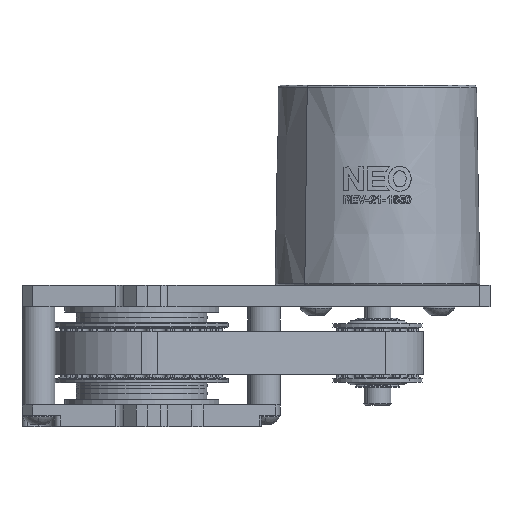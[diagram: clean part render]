
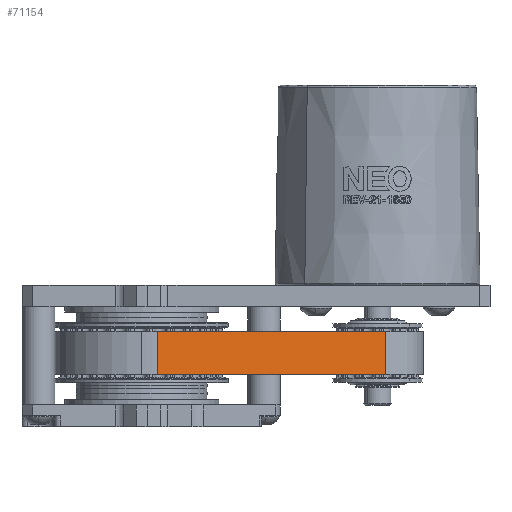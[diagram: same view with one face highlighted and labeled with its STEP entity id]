
A CAD part, front view. The second image highlights one B-rep face of the part: STEP entity #71154.
In plain terms, the highlighted face is planar.
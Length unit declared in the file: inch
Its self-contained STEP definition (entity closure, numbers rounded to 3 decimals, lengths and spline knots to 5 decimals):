
#756 = VECTOR ( 'NONE', #97495, 39.37008 ) ;
#8135 = EDGE_CURVE ( 'NONE', #45828, #116934, #15534, .T. ) ;
#8476 = AXIS2_PLACEMENT_3D ( 'NONE', #47780, #77689, #118211 ) ;
#8845 = CARTESIAN_POINT ( 'NONE',  ( -0.9882, 1.17687, 0.25 ) ) ;
#14422 = CARTESIAN_POINT ( 'NONE',  ( -0.51822, -1.44673, 0.25 ) ) ;
#15534 = LINE ( 'NONE', #107293, #100751 ) ;
#16597 = VERTEX_POINT ( 'NONE', #8845 ) ;
#16872 = DIRECTION ( 'NONE',  ( 0.176, -0.984, 0. ) ) ;
#18341 = LINE ( 'NONE', #56928, #756 ) ;
#23734 = DIRECTION ( 'NONE',  ( 0., 0., -1. ) ) ;
#27673 = CARTESIAN_POINT ( 'NONE',  ( -0.9882, 1.17687, 0.25 ) ) ;
#28313 = LINE ( 'NONE', #27673, #88258 ) ;
#28921 = ORIENTED_EDGE ( 'NONE', *, *, #71450, .F. ) ;
#33236 = CARTESIAN_POINT ( 'NONE',  ( -0.51822, -1.44673, -0.25 ) ) ;
#34008 = VECTOR ( 'NONE', #23734, 39.37008 ) ;
#45828 = VERTEX_POINT ( 'NONE', #119818 ) ;
#47780 = CARTESIAN_POINT ( 'NONE',  ( -0.9882, 1.17687, 0.25 ) ) ;
#56928 = CARTESIAN_POINT ( 'NONE',  ( -0.9882, 1.17687, 0.25 ) ) ;
#58728 = EDGE_CURVE ( 'NONE', #16597, #106874, #28313, .T. ) ;
#67593 = DIRECTION ( 'NONE',  ( 0.176, -0.984, 0. ) ) ;
#71154 = ADVANCED_FACE ( 'NONE', ( #76359 ), #98297, .F. ) ;
#71450 = EDGE_CURVE ( 'NONE', #106874, #116934, #83556, .T. ) ;
#76359 = FACE_OUTER_BOUND ( 'NONE', #97511, .T. ) ;
#77689 = DIRECTION ( 'NONE',  ( 0.984, 0.176, 0. ) ) ;
#78220 = CARTESIAN_POINT ( 'NONE',  ( -0.51822, -1.44673, 0.25 ) ) ;
#83556 = LINE ( 'NONE', #14422, #34008 ) ;
#88258 = VECTOR ( 'NONE', #67593, 39.37008 ) ;
#93898 = ORIENTED_EDGE ( 'NONE', *, *, #58728, .F. ) ;
#97495 = DIRECTION ( 'NONE',  ( 0., 0., -1. ) ) ;
#97511 = EDGE_LOOP ( 'NONE', ( #116746, #28921, #93898, #109299 ) ) ;
#98297 = PLANE ( 'NONE',  #8476 ) ;
#100751 = VECTOR ( 'NONE', #16872, 39.37008 ) ;
#102170 = EDGE_CURVE ( 'NONE', #16597, #45828, #18341, .T. ) ;
#106874 = VERTEX_POINT ( 'NONE', #78220 ) ;
#107293 = CARTESIAN_POINT ( 'NONE',  ( -0.9882, 1.17687, -0.25 ) ) ;
#109299 = ORIENTED_EDGE ( 'NONE', *, *, #102170, .T. ) ;
#116746 = ORIENTED_EDGE ( 'NONE', *, *, #8135, .T. ) ;
#116934 = VERTEX_POINT ( 'NONE', #33236 ) ;
#118211 = DIRECTION ( 'NONE',  ( -0.176, 0.984, 0. ) ) ;
#119818 = CARTESIAN_POINT ( 'NONE',  ( -0.9882, 1.17687, -0.25 ) ) ;
